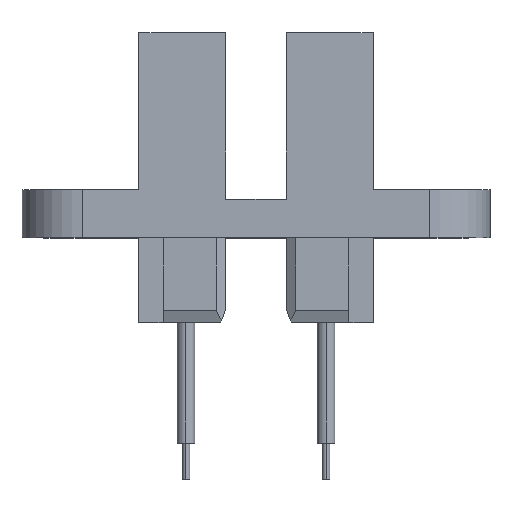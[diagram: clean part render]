
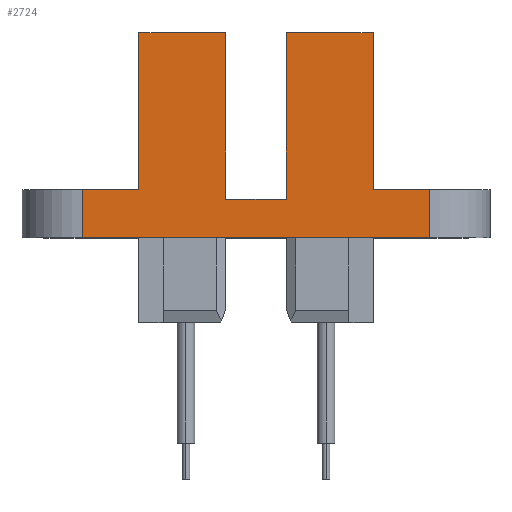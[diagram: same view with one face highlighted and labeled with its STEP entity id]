
A CAD part, top view. The second image highlights one B-rep face of the part: STEP entity #2724.
In plain terms, the highlighted planar face has unit normal (0, 0, 1).
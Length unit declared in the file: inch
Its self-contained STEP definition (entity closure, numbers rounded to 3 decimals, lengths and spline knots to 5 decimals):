
#7 = CARTESIAN_POINT ( 'NONE',  ( -0.2425, 0.1, 0.125 ) ) ;
#66 = DIRECTION ( 'NONE',  ( 1., 0., 0. ) ) ;
#130 = VERTEX_POINT ( 'NONE', #1754 ) ;
#206 = ORIENTED_EDGE ( 'NONE', *, *, #1362, .T. ) ;
#217 = VERTEX_POINT ( 'NONE', #2985 ) ;
#281 = VECTOR ( 'NONE', #1415, 39.37008 ) ;
#301 = LINE ( 'NONE', #932, #1794 ) ;
#341 = CARTESIAN_POINT ( 'NONE',  ( -0.0625, 0.08, 0.125 ) ) ;
#421 = CARTESIAN_POINT ( 'NONE',  ( -0.2425, 0.425, 0.125 ) ) ;
#501 = VERTEX_POINT ( 'NONE', #1377 ) ;
#520 = VERTEX_POINT ( 'NONE', #3774 ) ;
#579 = DIRECTION ( 'NONE',  ( -1., 0., 0. ) ) ;
#622 = DIRECTION ( 'NONE',  ( 1., 0., 0. ) ) ;
#669 = VECTOR ( 'NONE', #1596, 39.37008 ) ;
#696 = EDGE_CURVE ( 'NONE', #2518, #2072, #3582, .T. ) ;
#726 = CARTESIAN_POINT ( 'NONE',  ( 0.0625, 0.425, 0.125 ) ) ;
#740 = ORIENTED_EDGE ( 'NONE', *, *, #1686, .T. ) ;
#759 = ORIENTED_EDGE ( 'NONE', *, *, #1162, .T. ) ;
#764 = VERTEX_POINT ( 'NONE', #1496 ) ;
#798 = ORIENTED_EDGE ( 'NONE', *, *, #3613, .T. ) ;
#887 = ORIENTED_EDGE ( 'NONE', *, *, #2319, .F. ) ;
#932 = CARTESIAN_POINT ( 'NONE',  ( 0.2425, 0.1, 0.125 ) ) ;
#940 = CARTESIAN_POINT ( 'NONE',  ( -0.2425, 0., 0.125 ) ) ;
#944 = CARTESIAN_POINT ( 'NONE',  ( -0.0625, 0.425, 0.125 ) ) ;
#986 = CARTESIAN_POINT ( 'NONE',  ( 0.2425, 0., 0.125 ) ) ;
#1091 = VERTEX_POINT ( 'NONE', #1641 ) ;
#1094 = VECTOR ( 'NONE', #579, 39.37008 ) ;
#1110 = CARTESIAN_POINT ( 'NONE',  ( 0.2425, 0.425, 0.125 ) ) ;
#1140 = VECTOR ( 'NONE', #622, 39.37008 ) ;
#1162 = EDGE_CURVE ( 'NONE', #2072, #764, #3659, .T. ) ;
#1203 = EDGE_LOOP ( 'NONE', ( #759, #1301, #798, #3811, #3340, #740, #1850, #1370, #2795, #206, #887, #2840 ) ) ;
#1230 = VECTOR ( 'NONE', #2474, 39.37008 ) ;
#1280 = VECTOR ( 'NONE', #66, 39.37008 ) ;
#1290 = VECTOR ( 'NONE', #3557, 39.37008 ) ;
#1301 = ORIENTED_EDGE ( 'NONE', *, *, #1789, .F. ) ;
#1362 = EDGE_CURVE ( 'NONE', #2020, #3597, #1456, .T. ) ;
#1367 = EDGE_CURVE ( 'NONE', #3298, #501, #2256, .T. ) ;
#1370 = ORIENTED_EDGE ( 'NONE', *, *, #3629, .T. ) ;
#1372 = LINE ( 'NONE', #3247, #1140 ) ;
#1377 = CARTESIAN_POINT ( 'NONE',  ( 0.0625, 0.425, 0.125 ) ) ;
#1415 = DIRECTION ( 'NONE',  ( 0., -1., 0. ) ) ;
#1449 = DIRECTION ( 'NONE',  ( 0., 0., -1. ) ) ;
#1456 = LINE ( 'NONE', #940, #669 ) ;
#1496 = CARTESIAN_POINT ( 'NONE',  ( 0.3595, 0., 0.125 ) ) ;
#1583 = CARTESIAN_POINT ( 'NONE',  ( -0.2425, 0.425, 0.125 ) ) ;
#1596 = DIRECTION ( 'NONE',  ( 0., -1., 0. ) ) ;
#1622 = CARTESIAN_POINT ( 'NONE',  ( 0.3595, 0.1, 0.125 ) ) ;
#1641 = CARTESIAN_POINT ( 'NONE',  ( 0.0625, 0.08, 0.125 ) ) ;
#1643 = PLANE ( 'NONE',  #2375 ) ;
#1656 = CARTESIAN_POINT ( 'NONE',  ( 0.3595, 0.1, 0.125 ) ) ;
#1686 = EDGE_CURVE ( 'NONE', #501, #1091, #2004, .T. ) ;
#1705 = VECTOR ( 'NONE', #1880, 39.37008 ) ;
#1710 = CARTESIAN_POINT ( 'NONE',  ( -0.3595, 0., 0.125 ) ) ;
#1754 = CARTESIAN_POINT ( 'NONE',  ( 0.2425, 0.1, 0.125 ) ) ;
#1789 = EDGE_CURVE ( 'NONE', #3840, #764, #2674, .T. ) ;
#1794 = VECTOR ( 'NONE', #1821, 39.37008 ) ;
#1821 = DIRECTION ( 'NONE',  ( -1., 0., 0. ) ) ;
#1850 = ORIENTED_EDGE ( 'NONE', *, *, #2984, .T. ) ;
#1880 = DIRECTION ( 'NONE',  ( 0., 1., 0. ) ) ;
#1926 = EDGE_CURVE ( 'NONE', #520, #2020, #3367, .T. ) ;
#2004 = LINE ( 'NONE', #3398, #1230 ) ;
#2020 = VERTEX_POINT ( 'NONE', #421 ) ;
#2057 = CARTESIAN_POINT ( 'NONE',  ( -0.3595, 0.1, 0.125 ) ) ;
#2072 = VERTEX_POINT ( 'NONE', #1710 ) ;
#2083 = LINE ( 'NONE', #3096, #1705 ) ;
#2132 = LINE ( 'NONE', #341, #2945 ) ;
#2256 = LINE ( 'NONE', #726, #2972 ) ;
#2319 = EDGE_CURVE ( 'NONE', #2518, #3597, #1372, .T. ) ;
#2375 = AXIS2_PLACEMENT_3D ( 'NONE', #3566, #1449, #3500 ) ;
#2468 = FACE_OUTER_BOUND ( 'NONE', #1203, .T. ) ;
#2474 = DIRECTION ( 'NONE',  ( 0., -1., 0. ) ) ;
#2518 = VERTEX_POINT ( 'NONE', #3250 ) ;
#2674 = LINE ( 'NONE', #1656, #281 ) ;
#2724 = ADVANCED_FACE ( 'NONE', ( #2468 ), #1643, .F. ) ;
#2795 = ORIENTED_EDGE ( 'NONE', *, *, #1926, .T. ) ;
#2840 = ORIENTED_EDGE ( 'NONE', *, *, #696, .T. ) ;
#2945 = VECTOR ( 'NONE', #3626, 39.37008 ) ;
#2972 = VECTOR ( 'NONE', #3136, 39.37008 ) ;
#2984 = EDGE_CURVE ( 'NONE', #1091, #217, #2132, .T. ) ;
#2985 = CARTESIAN_POINT ( 'NONE',  ( -0.0625, 0.08, 0.125 ) ) ;
#3084 = EDGE_CURVE ( 'NONE', #130, #3298, #2083, .T. ) ;
#3096 = CARTESIAN_POINT ( 'NONE',  ( 0.2425, 0.425, 0.125 ) ) ;
#3136 = DIRECTION ( 'NONE',  ( -1., 0., 0. ) ) ;
#3247 = CARTESIAN_POINT ( 'NONE',  ( -0.2425, 0.1, 0.125 ) ) ;
#3250 = CARTESIAN_POINT ( 'NONE',  ( -0.3595, 0.1, 0.125 ) ) ;
#3296 = VECTOR ( 'NONE', #3328, 39.37008 ) ;
#3298 = VERTEX_POINT ( 'NONE', #1110 ) ;
#3328 = DIRECTION ( 'NONE',  ( 0., 1., 0. ) ) ;
#3340 = ORIENTED_EDGE ( 'NONE', *, *, #1367, .T. ) ;
#3367 = LINE ( 'NONE', #1583, #1094 ) ;
#3388 = LINE ( 'NONE', #944, #3296 ) ;
#3398 = CARTESIAN_POINT ( 'NONE',  ( 0.0625, 0.08, 0.125 ) ) ;
#3500 = DIRECTION ( 'NONE',  ( -1., 0., 0. ) ) ;
#3557 = DIRECTION ( 'NONE',  ( 0., -1., 0. ) ) ;
#3566 = CARTESIAN_POINT ( 'NONE',  ( 0., 0., 0.125 ) ) ;
#3582 = LINE ( 'NONE', #2057, #1290 ) ;
#3597 = VERTEX_POINT ( 'NONE', #7 ) ;
#3613 = EDGE_CURVE ( 'NONE', #3840, #130, #301, .T. ) ;
#3626 = DIRECTION ( 'NONE',  ( -1., 0., 0. ) ) ;
#3629 = EDGE_CURVE ( 'NONE', #217, #520, #3388, .T. ) ;
#3659 = LINE ( 'NONE', #986, #1280 ) ;
#3774 = CARTESIAN_POINT ( 'NONE',  ( -0.0625, 0.425, 0.125 ) ) ;
#3811 = ORIENTED_EDGE ( 'NONE', *, *, #3084, .T. ) ;
#3840 = VERTEX_POINT ( 'NONE', #1622 ) ;
